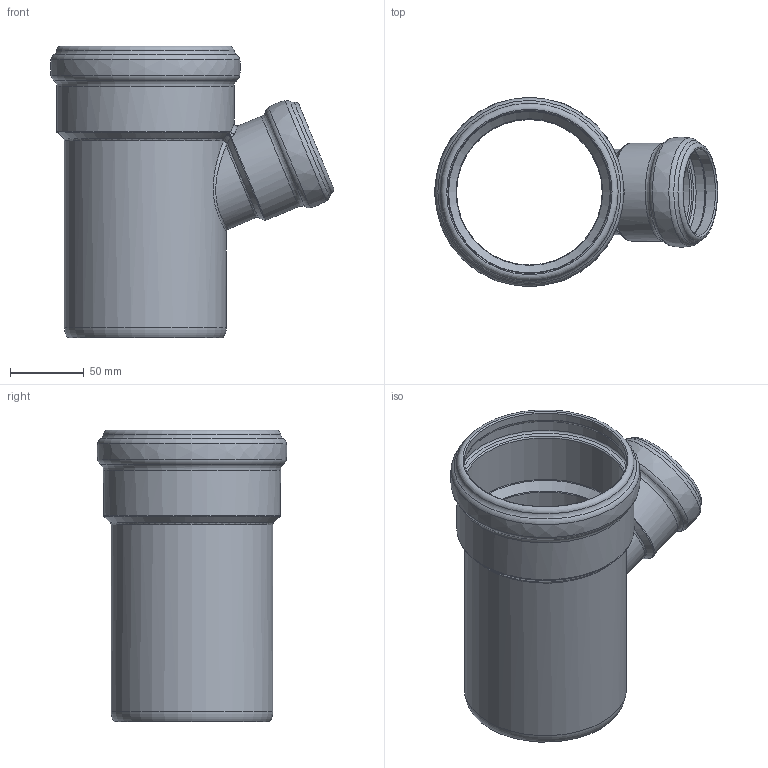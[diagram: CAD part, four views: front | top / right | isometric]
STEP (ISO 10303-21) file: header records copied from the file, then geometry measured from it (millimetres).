
FILE_DESCRIPTION(/* description */ (''),/* implementation_level */ '2;1');
FILE_NAME(/* name */ '335320 SKOLANsafeEA Abzweiger DN_OD 110_58_67°.stp',/* time_stamp */ '2018-01-09T11:45:24+01:00',/* author */ ('user1'),/* organization */ (''),/* preprocessor_version */ 'ST-DEVELOPER v16.1',/* originating_system */ 'Autodesk Inventor 2016',/* authorisation */ '');
FILE_SCHEMA (('AUTOMOTIVE_DESIGN { 1 0 10303 214 3 1 1 }'));
Length unit declared in the file: millimetre
Products named in the file (1): 335320 SKOLANsafeEA Abzweiger DN_OD 110_58_67°
Bounding box: 192.33 x 129 x 198.2 mm (x, y, z)
Volume: 414164 mm3; surface area: 167510 mm2
Topology: 1 solids, 1 shells, 62 faces, 143 edges, 81 vertices
Faces by surface type: torus 29, bspline 12, cylinder 12, cone 8, plane 1
Full cylindrical faces by diameter (mm): 49.7 x1, 58.5 x1, 58.8 x1, 66.5 x1, 67.6 x1, 99 x1, 110 x1, 110.4 x1, 110.7 x1, 120.4 x1, 120.6 x1
Entity records: 2276 total; most frequent: CARTESIAN_POINT 1114, DIRECTION 228, ORIENTED_EDGE 192, AXIS2_PLACEMENT_3D 114, EDGE_LOOP 106, EDGE_CURVE 96, VERTEX_POINT 76, CIRCLE 63
